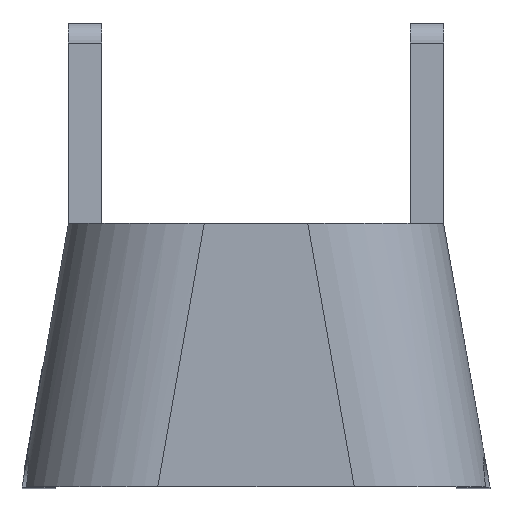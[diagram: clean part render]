
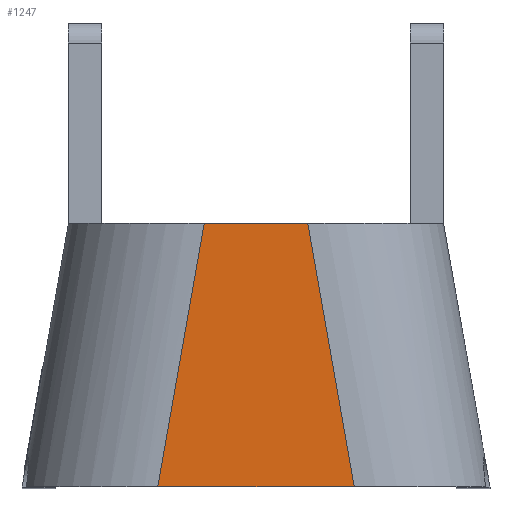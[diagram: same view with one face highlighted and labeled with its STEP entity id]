
A CAD part, top view. The second image highlights one B-rep face of the part: STEP entity #1247.
In plain terms, the highlighted planar face has unit normal (0, 0, 1).
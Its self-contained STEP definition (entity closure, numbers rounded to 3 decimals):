
#40=PLANE('',#1381);
#161=LINE('',#2584,#260);
#164=LINE('',#2629,#263);
#168=LINE('',#2639,#267);
#169=LINE('',#2640,#268);
#260=VECTOR('',#1673,10.);
#263=VECTOR('',#1690,1.);
#267=VECTOR('',#1702,10.);
#268=VECTOR('',#1703,10.);
#369=FACE_OUTER_BOUND('',#443,.T.);
#443=EDGE_LOOP('',(#1098,#1099,#1100,#1101));
#601=VERTEX_POINT('',#2581);
#602=VERTEX_POINT('',#2583);
#609=VERTEX_POINT('',#2627);
#611=VERTEX_POINT('',#2638);
#769=EDGE_CURVE('',#602,#601,#161,.T.);
#779=EDGE_CURVE('',#609,#601,#164,.T.);
#784=EDGE_CURVE('',#609,#611,#168,.T.);
#785=EDGE_CURVE('',#602,#611,#169,.T.);
#1098=ORIENTED_EDGE('',*,*,#779,.F.);
#1099=ORIENTED_EDGE('',*,*,#784,.T.);
#1100=ORIENTED_EDGE('',*,*,#785,.F.);
#1101=ORIENTED_EDGE('',*,*,#769,.T.);
#1247=ADVANCED_FACE('',(#369),#40,.T.);
#1381=AXIS2_PLACEMENT_3D('',#2637,#1700,#1701);
#1673=DIRECTION('',(1.,0.,0.));
#1690=DIRECTION('',(0.174,-0.985,0.));
#1700=DIRECTION('center_axis',(0.,0.,1.));
#1701=DIRECTION('ref_axis',(1.,0.,0.));
#1702=DIRECTION('',(-1.,0.,0.));
#1703=DIRECTION('',(0.174,0.985,0.));
#2581=CARTESIAN_POINT('',(2.485,0.,9.55));
#2583=CARTESIAN_POINT('',(1.015,0.,9.55));
#2584=CARTESIAN_POINT('',(0.,0.,9.55));
#2627=CARTESIAN_POINT('',(2.137,1.969,9.55));
#2629=CARTESIAN_POINT('',(2.294,1.081,9.55));
#2637=CARTESIAN_POINT('Origin',(1.75,0.985,9.55));
#2638=CARTESIAN_POINT('',(1.363,1.969,9.55));
#2639=CARTESIAN_POINT('',(3.152,1.969,9.55));
#2640=CARTESIAN_POINT('',(1.269,1.438,9.55));
